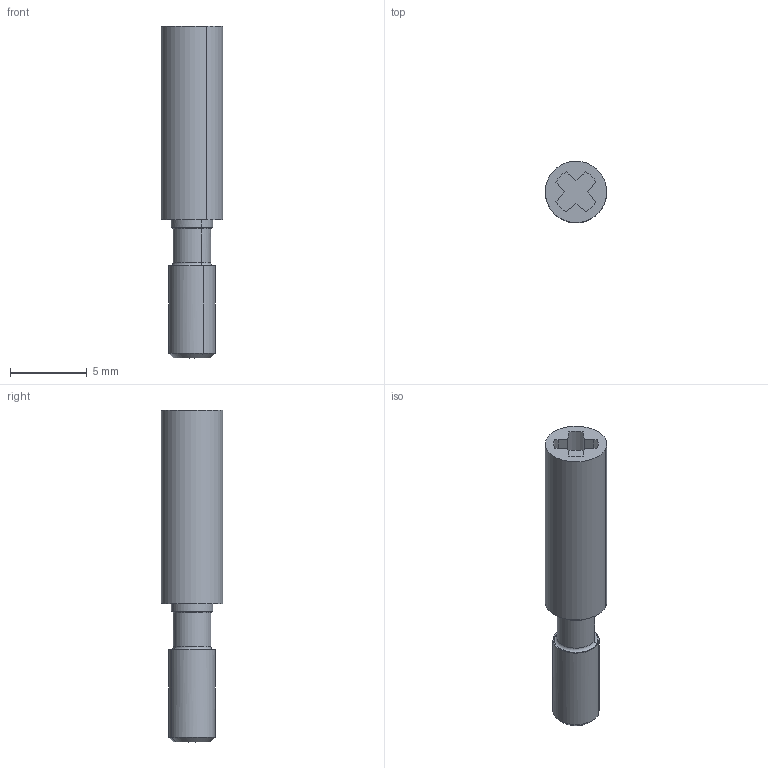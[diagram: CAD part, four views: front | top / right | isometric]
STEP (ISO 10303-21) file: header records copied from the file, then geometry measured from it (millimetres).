
FILE_DESCRIPTION(('CATIA V5 STEP Exchange','CAx-IF Rec.Pracs.--- Model Styling and Organization---1.4--- 2014-01-23'),'2;1');
FILE_NAME ('008917-3_2', '2019-10-24T08:44:14+00:00', ('none'), ('Weidmueller'), 'CATIA Version 5-6 Release 2016 SP3 HF44', 'CATIA V5 STEP AP214', 'none');
FILE_SCHEMA(('AUTOMOTIVE_DESIGN { 1 0 10303 214 1 1 1 1 }'));
Length unit declared in the file: millimetre
Products named in the file (1): 1202660000
Bounding box: 4 x 3.99 x 21.6 mm (x, y, z)
Volume: 207.9 mm3; surface area: 282 mm2
Topology: 1 solids, 1 shells, 43 faces, 102 edges, 66 vertices
Faces by surface type: plane 23, cylinder 14, torus 4, cone 2
Entity records: 1263 total; most frequent: CARTESIAN_POINT 257, ORIENTED_EDGE 204, DIRECTION 182, EDGE_CURVE 102, AXIS2_PLACEMENT_3D 76, VERTEX_POINT 66, VECTOR 64, LINE 64
